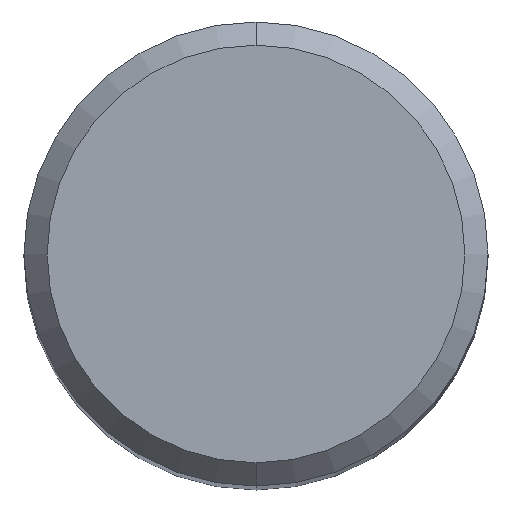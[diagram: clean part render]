
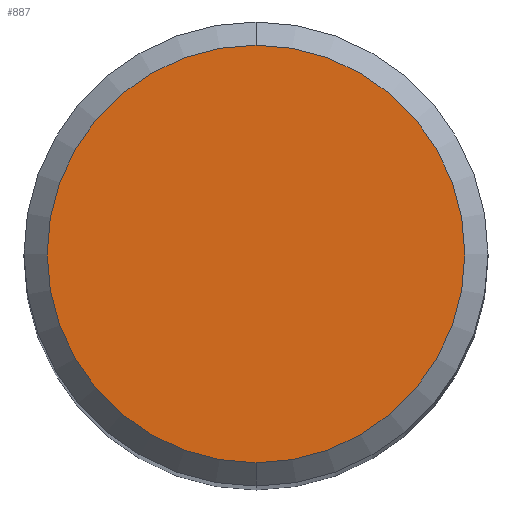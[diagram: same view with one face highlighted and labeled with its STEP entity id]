
A CAD part, top view. The second image highlights one B-rep face of the part: STEP entity #887.
In plain terms, the highlighted planar face has unit normal (0, 0, 1).
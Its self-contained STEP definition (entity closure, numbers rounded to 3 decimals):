
#531=EDGE_CURVE('',#881,#839,#1210,.T.);
#839=VERTEX_POINT('',#1550);
#853=EDGE_CURVE('',#839,#881,#1564,.T.);
#881=VERTEX_POINT('',#1595);
#887=ADVANCED_FACE('',(#1601),#1602,.T.);
#1210=CIRCLE('',#5851,5.4);
#1550=CARTESIAN_POINT('',(0.,-5.4,0.0));
#1564=CIRCLE('',#13362,5.4);
#1595=CARTESIAN_POINT('',(0.0,5.4,0.0));
#1601=FACE_OUTER_BOUND('',#13446,.T.);
#1602=PLANE('',#13447);
#5851=AXIS2_PLACEMENT_3D('',#14472,#14473,#14474);
#13362=AXIS2_PLACEMENT_3D('',#14859,#14860,#14861);
#13446=EDGE_LOOP('',(#14902,#14903));
#13447=AXIS2_PLACEMENT_3D('',#14904,#14905,#14906);
#14472=CARTESIAN_POINT('',(0.0,0.0,0.0));
#14473=DIRECTION('',(0.0,0.0,-1.0));
#14474=DIRECTION('',(0.0,1.0,0.0));
#14859=CARTESIAN_POINT('',(0.0,0.0,0.0));
#14860=DIRECTION('',(0.0,0.0,-1.0));
#14861=DIRECTION('',(0.0,1.0,0.0));
#14902=ORIENTED_EDGE('',*,*,#531,.F.);
#14903=ORIENTED_EDGE('',*,*,#853,.F.);
#14904=CARTESIAN_POINT('',(0.0,2.7,0.0));
#14905=DIRECTION('',(-0.0,0.0,1.0));
#14906=DIRECTION('',(0.0,-1.0,0.0));
